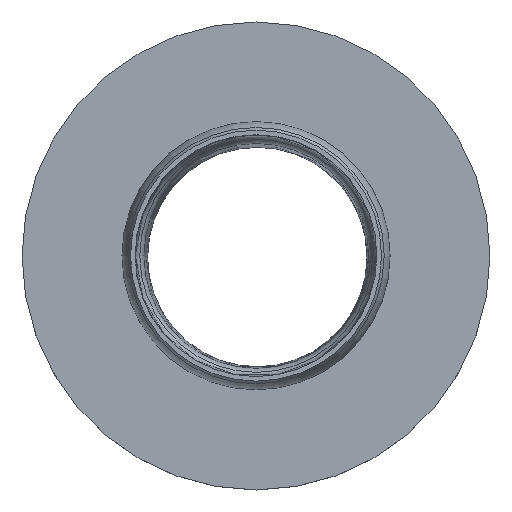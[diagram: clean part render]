
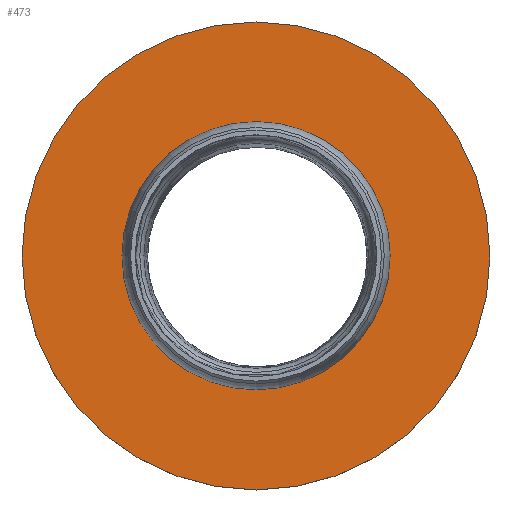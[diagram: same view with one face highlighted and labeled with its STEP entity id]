
A CAD part, top view. The second image highlights one B-rep face of the part: STEP entity #473.
In plain terms, the highlighted planar face has unit normal (0, 0, 1).
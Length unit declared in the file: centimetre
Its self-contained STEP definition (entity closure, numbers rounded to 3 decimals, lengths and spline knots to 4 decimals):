
#15=FACE_BOUND('',#98,.T.);
#19=PLANE('',#555);
#67=FACE_OUTER_BOUND('',#97,.T.);
#97=EDGE_LOOP('',(#421));
#98=EDGE_LOOP('',(#422));
#183=CIRCLE('',#550,45.5);
#186=CIRCLE('',#554,90.);
#225=VERTEX_POINT('',#861);
#228=VERTEX_POINT('',#869);
#289=EDGE_CURVE('',#225,#225,#183,.T.);
#294=EDGE_CURVE('',#228,#228,#186,.T.);
#421=ORIENTED_EDGE('',*,*,#294,.T.);
#422=ORIENTED_EDGE('',*,*,#289,.T.);
#473=ADVANCED_FACE('',(#67,#15),#19,.T.);
#550=AXIS2_PLACEMENT_3D('',#862,#713,#714);
#554=AXIS2_PLACEMENT_3D('',#871,#723,#724);
#555=AXIS2_PLACEMENT_3D('',#872,#725,#726);
#713=DIRECTION('center_axis',(0.,0.,-1.));
#714=DIRECTION('ref_axis',(1.,0.,0.));
#723=DIRECTION('center_axis',(0.,0.,1.));
#724=DIRECTION('ref_axis',(1.,0.,0.));
#725=DIRECTION('center_axis',(0.,0.,1.));
#726=DIRECTION('ref_axis',(-1.,0.,0.));
#861=CARTESIAN_POINT('',(-46.005,0.,239.9927));
#862=CARTESIAN_POINT('Origin',(-0.505,0.,
239.9927));
#869=CARTESIAN_POINT('',(-90.505,0.,239.9927));
#871=CARTESIAN_POINT('Origin',(-0.505,0.,
239.9927));
#872=CARTESIAN_POINT('Origin',(-0.505,0.,
239.9927));
